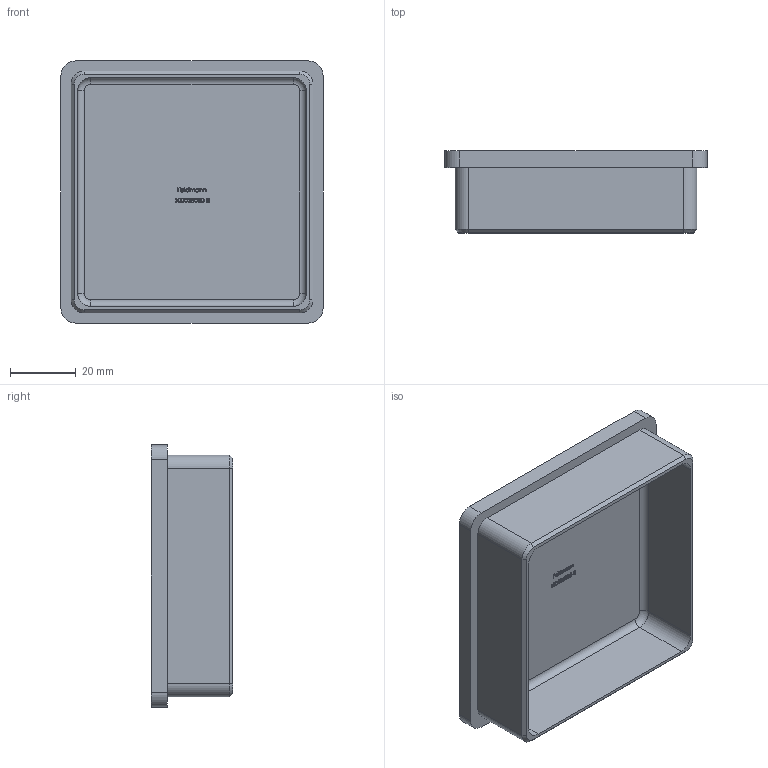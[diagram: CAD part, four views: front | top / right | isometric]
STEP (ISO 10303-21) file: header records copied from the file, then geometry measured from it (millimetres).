
FILE_DESCRIPTION (( 'STEP AP203' ), '1' );
FILE_NAME ('100038080-3.STEP', '2018-12-20T10:51:39', ( '' ), ( '' ), 'SwSTEP 2.0', 'SolidWorks 2015', '' );
FILE_SCHEMA (( 'CONFIG_CONTROL_DESIGN' ));
Length unit declared in the file: millimetre
Products named in the file (1): 100038080-3
Bounding box: 80 x 25 x 80 mm (x, y, z)
Volume: 43488.6 mm3; surface area: 25145.4 mm2
Topology: 1 solids, 1 shells, 300 faces, 779 edges, 514 vertices
Faces by surface type: bspline 155, plane 121, cylinder 16, cone 4, torus 4
Entity records: 18230 total; most frequent: CARTESIAN_POINT 11837, ORIENTED_EDGE 1558, DIRECTION 801, EDGE_CURVE 779, VERTEX_POINT 514, LINE 429, VECTOR 429, EDGE_LOOP 333
